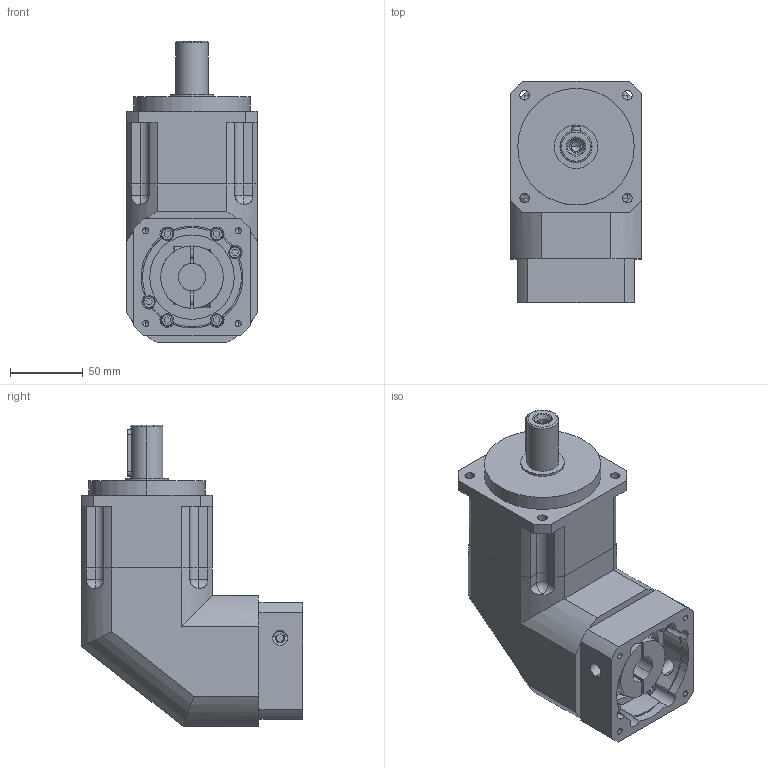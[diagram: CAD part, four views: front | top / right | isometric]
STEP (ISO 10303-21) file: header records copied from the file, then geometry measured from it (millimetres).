
FILE_DESCRIPTION (( 'STEP AP203' ), '1' );
FILE_NAME ('GPBR090-L1-(19-70-90-M5).STEP', '2022-05-26T03:30:31', ( '微软用户' ), ( '微软中国' ), 'SwSTEP 2.0', 'SolidWorks 2018', '' );
FILE_SCHEMA (( 'CONFIG_CONTROL_DESIGN' ));
Length unit declared in the file: millimetre
Products named in the file (1): GPBR090-L1-(19-70-90-M5)
Bounding box: 90 x 152 x 207 mm (x, y, z)
Volume: 1399266.2 mm3; surface area: 118285.9 mm2
Topology: 3 solids, 3 shells, 348 faces, 890 edges, 567 vertices
Faces by surface type: plane 159, cylinder 151, torus 20, cone 14, bspline 4
Entity records: 11535 total; most frequent: CARTESIAN_POINT 2895, DIRECTION 1846, ORIENTED_EDGE 1752, EDGE_CURVE 876, AXIS2_PLACEMENT_3D 680, VERTEX_POINT 567, VECTOR 486, LINE 486
